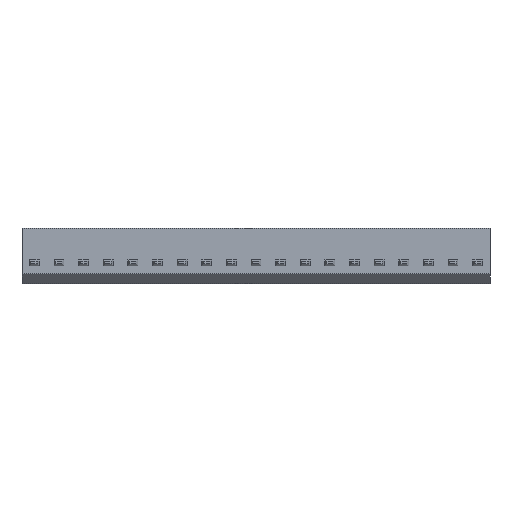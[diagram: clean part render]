
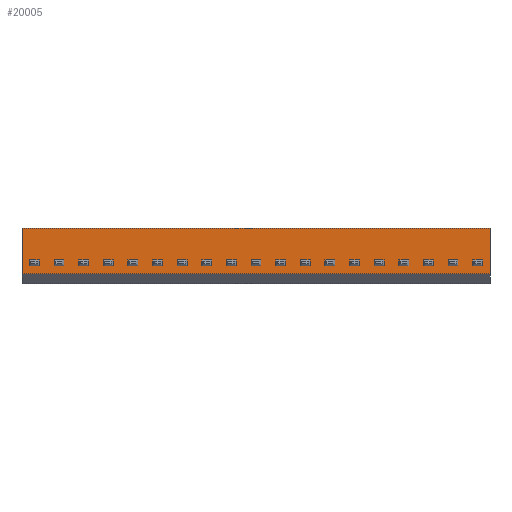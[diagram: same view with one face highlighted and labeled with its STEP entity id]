
A CAD part, top view. The second image highlights one B-rep face of the part: STEP entity #20005.
In plain terms, the highlighted planar face has unit normal (0, 0, 1).
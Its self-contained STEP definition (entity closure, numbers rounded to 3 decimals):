
#20005 = ADVANCED_FACE('',(#20006),#20020,.T.);
#20006 = FACE_BOUND('',#20007,.T.);
#20007 = EDGE_LOOP('',(#20008,#20043,#20071,#20099));
#20008 = ORIENTED_EDGE('',*,*,#20009,.T.);
#20009 = EDGE_CURVE('',#20010,#20012,#20014,.T.);
#20010 = VERTEX_POINT('',#20011);
#20011 = CARTESIAN_POINT('',(-1.25,-1.1,3.2));
#20012 = VERTEX_POINT('',#20013);
#20013 = CARTESIAN_POINT('',(46.25,-1.1,3.2));
#20014 = SURFACE_CURVE('',#20015,(#20019,#20031),.PCURVE_S1.);
#20015 = LINE('',#20016,#20017);
#20016 = CARTESIAN_POINT('',(-1.25,-1.1,3.2));
#20017 = VECTOR('',#20018,1.);
#20018 = DIRECTION('',(1.,0.,0.));
#20019 = PCURVE('',#20020,#20025);
#20020 = PLANE('',#20021);
#20021 = AXIS2_PLACEMENT_3D('',#20022,#20023,#20024);
#20022 = CARTESIAN_POINT('',(-1.25,-1.1,3.2));
#20023 = DIRECTION('',(0.,0.,1.));
#20024 = DIRECTION('',(0.,1.,0.));
#20025 = DEFINITIONAL_REPRESENTATION('',(#20026),#20030);
#20026 = LINE('',#20027,#20028);
#20027 = CARTESIAN_POINT('',(0.,0.));
#20028 = VECTOR('',#20029,1.);
#20029 = DIRECTION('',(0.,-1.));
#20030 = ( GEOMETRIC_REPRESENTATION_CONTEXT(2) 
PARAMETRIC_REPRESENTATION_CONTEXT() REPRESENTATION_CONTEXT('2D SPACE',''
  ) );
#20031 = PCURVE('',#20032,#20037);
#20032 = PLANE('',#20033);
#20033 = AXIS2_PLACEMENT_3D('',#20034,#20035,#20036);
#20034 = CARTESIAN_POINT('',(-1.25,-1.1,3.2));
#20035 = DIRECTION('',(0.,0.707,-0.707));
#20036 = DIRECTION('',(0.,-0.707,-0.707));
#20037 = DEFINITIONAL_REPRESENTATION('',(#20038),#20042);
#20038 = LINE('',#20039,#20040);
#20039 = CARTESIAN_POINT('',(0.,0.));
#20040 = VECTOR('',#20041,1.);
#20041 = DIRECTION('',(0.,-1.));
#20042 = ( GEOMETRIC_REPRESENTATION_CONTEXT(2) 
PARAMETRIC_REPRESENTATION_CONTEXT() REPRESENTATION_CONTEXT('2D SPACE',''
  ) );
#20043 = ORIENTED_EDGE('',*,*,#20044,.T.);
#20044 = EDGE_CURVE('',#20012,#20045,#20047,.T.);
#20045 = VERTEX_POINT('',#20046);
#20046 = CARTESIAN_POINT('',(46.25,3.5,3.2));
#20047 = SURFACE_CURVE('',#20048,(#20052,#20059),.PCURVE_S1.);
#20048 = LINE('',#20049,#20050);
#20049 = CARTESIAN_POINT('',(46.25,-1.1,3.2));
#20050 = VECTOR('',#20051,1.);
#20051 = DIRECTION('',(0.,1.,0.));
#20052 = PCURVE('',#20020,#20053);
#20053 = DEFINITIONAL_REPRESENTATION('',(#20054),#20058);
#20054 = LINE('',#20055,#20056);
#20055 = CARTESIAN_POINT('',(0.,-47.5));
#20056 = VECTOR('',#20057,1.);
#20057 = DIRECTION('',(1.,0.));
#20058 = ( GEOMETRIC_REPRESENTATION_CONTEXT(2) 
PARAMETRIC_REPRESENTATION_CONTEXT() REPRESENTATION_CONTEXT('2D SPACE',''
  ) );
#20059 = PCURVE('',#20060,#20065);
#20060 = PLANE('',#20061);
#20061 = AXIS2_PLACEMENT_3D('',#20062,#20063,#20064);
#20062 = CARTESIAN_POINT('',(46.25,0.951,1.622));
#20063 = DIRECTION('',(1.,0.,0.));
#20064 = DIRECTION('',(0.,0.,1.));
#20065 = DEFINITIONAL_REPRESENTATION('',(#20066),#20070);
#20066 = LINE('',#20067,#20068);
#20067 = CARTESIAN_POINT('',(1.578,2.051));
#20068 = VECTOR('',#20069,1.);
#20069 = DIRECTION('',(0.,-1.));
#20070 = ( GEOMETRIC_REPRESENTATION_CONTEXT(2) 
PARAMETRIC_REPRESENTATION_CONTEXT() REPRESENTATION_CONTEXT('2D SPACE',''
  ) );
#20071 = ORIENTED_EDGE('',*,*,#20072,.F.);
#20072 = EDGE_CURVE('',#20073,#20045,#20075,.T.);
#20073 = VERTEX_POINT('',#20074);
#20074 = CARTESIAN_POINT('',(-1.25,3.5,3.2));
#20075 = SURFACE_CURVE('',#20076,(#20080,#20087),.PCURVE_S1.);
#20076 = LINE('',#20077,#20078);
#20077 = CARTESIAN_POINT('',(-1.25,3.5,3.2));
#20078 = VECTOR('',#20079,1.);
#20079 = DIRECTION('',(1.,0.,0.));
#20080 = PCURVE('',#20020,#20081);
#20081 = DEFINITIONAL_REPRESENTATION('',(#20082),#20086);
#20082 = LINE('',#20083,#20084);
#20083 = CARTESIAN_POINT('',(4.6,0.));
#20084 = VECTOR('',#20085,1.);
#20085 = DIRECTION('',(0.,-1.));
#20086 = ( GEOMETRIC_REPRESENTATION_CONTEXT(2) 
PARAMETRIC_REPRESENTATION_CONTEXT() REPRESENTATION_CONTEXT('2D SPACE',''
  ) );
#20087 = PCURVE('',#20088,#20093);
#20088 = PLANE('',#20089);
#20089 = AXIS2_PLACEMENT_3D('',#20090,#20091,#20092);
#20090 = CARTESIAN_POINT('',(-1.25,3.5,3.2));
#20091 = DIRECTION('',(0.,1.,0.));
#20092 = DIRECTION('',(0.,0.,-1.));
#20093 = DEFINITIONAL_REPRESENTATION('',(#20094),#20098);
#20094 = LINE('',#20095,#20096);
#20095 = CARTESIAN_POINT('',(0.,0.));
#20096 = VECTOR('',#20097,1.);
#20097 = DIRECTION('',(0.,-1.));
#20098 = ( GEOMETRIC_REPRESENTATION_CONTEXT(2) 
PARAMETRIC_REPRESENTATION_CONTEXT() REPRESENTATION_CONTEXT('2D SPACE',''
  ) );
#20099 = ORIENTED_EDGE('',*,*,#20100,.F.);
#20100 = EDGE_CURVE('',#20010,#20073,#20101,.T.);
#20101 = SURFACE_CURVE('',#20102,(#20106,#20113),.PCURVE_S1.);
#20102 = LINE('',#20103,#20104);
#20103 = CARTESIAN_POINT('',(-1.25,-1.1,3.2));
#20104 = VECTOR('',#20105,1.);
#20105 = DIRECTION('',(0.,1.,0.));
#20106 = PCURVE('',#20020,#20107);
#20107 = DEFINITIONAL_REPRESENTATION('',(#20108),#20112);
#20108 = LINE('',#20109,#20110);
#20109 = CARTESIAN_POINT('',(0.,0.));
#20110 = VECTOR('',#20111,1.);
#20111 = DIRECTION('',(1.,0.));
#20112 = ( GEOMETRIC_REPRESENTATION_CONTEXT(2) 
PARAMETRIC_REPRESENTATION_CONTEXT() REPRESENTATION_CONTEXT('2D SPACE',''
  ) );
#20113 = PCURVE('',#20114,#20119);
#20114 = PLANE('',#20115);
#20115 = AXIS2_PLACEMENT_3D('',#20116,#20117,#20118);
#20116 = CARTESIAN_POINT('',(-1.25,0.951,1.622));
#20117 = DIRECTION('',(1.,0.,0.));
#20118 = DIRECTION('',(0.,0.,1.));
#20119 = DEFINITIONAL_REPRESENTATION('',(#20120),#20124);
#20120 = LINE('',#20121,#20122);
#20121 = CARTESIAN_POINT('',(1.578,2.051));
#20122 = VECTOR('',#20123,1.);
#20123 = DIRECTION('',(0.,-1.));
#20124 = ( GEOMETRIC_REPRESENTATION_CONTEXT(2) 
PARAMETRIC_REPRESENTATION_CONTEXT() REPRESENTATION_CONTEXT('2D SPACE',''
  ) );
